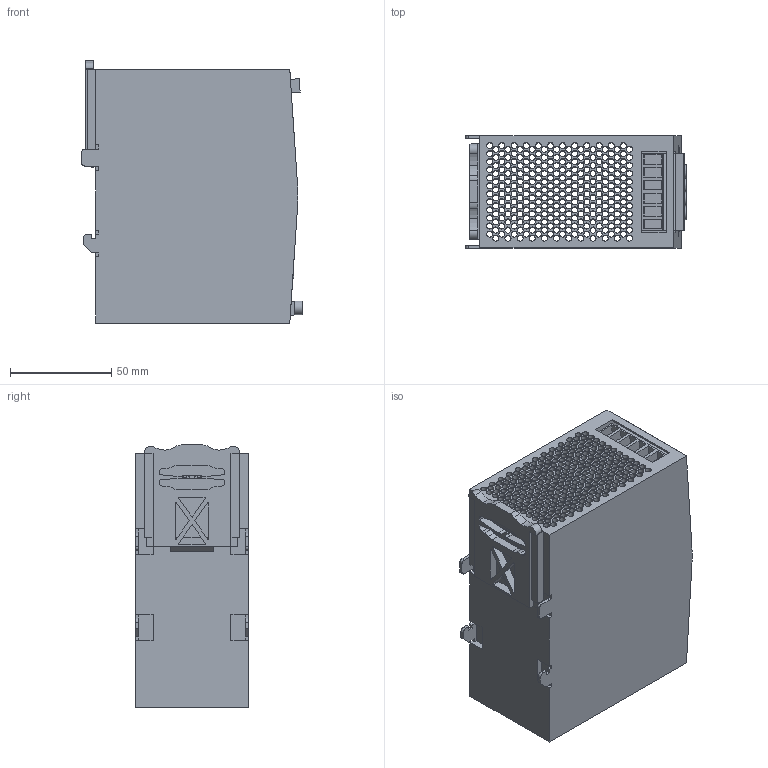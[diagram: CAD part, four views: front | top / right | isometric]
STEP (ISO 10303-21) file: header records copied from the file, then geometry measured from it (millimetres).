
FILE_DESCRIPTION((''),'2;1');
FILE_NAME('PSC RM20.stp','2014-08-08T12:24:55',('roland'),(''),'Autodesk Inventor 2013','Autodesk Inventor 2013','');
FILE_SCHEMA(('CONFIG_CONTROL_DESIGN'));
Length unit declared in the file: millimetre
Products named in the file (8): PSC RM20; BOX; GREEN BOTTOM; GREEN TOP; larger interlock PLATE; larger interlock; GB 822-88  H M2 x 3; BULB
Assembly tree (7 placements, depth 2):
  PSC RM20
    BOX
    GREEN BOTTOM
    GREEN TOP
    larger interlock PLATE
    larger interlock
    GB 822-88  H M2 x 3
    BULB
Bounding box: 109 x 55.5 x 129.45 mm (x, y, z)
Volume: 426459 mm3; surface area: 406527.1 mm2
Topology: 7 solids, 7 shells, 1109 faces, 3071 edges, 2043 vertices
Faces by surface type: plane 513, cylinder 503, bspline 77, cone 9, torus 5, sphere 2
Full cylindrical faces by diameter (mm): 2 x1, 2.436 x1, 2.5 x1, 3 x292, 3.2 x1, 3.5 x1, 4.3 x6, 4.6 x1, 5.3 x4, 6.7 x4
Entity records: 36330 total; most frequent: CARTESIAN_POINT 7118, DIRECTION 5693, ORIENTED_EDGE 5506, EDGE_CURVE 2753, EDGE_LOOP 2087, AXIS2_PLACEMENT_3D 2079, VERTEX_POINT 2040, VECTOR 1535
